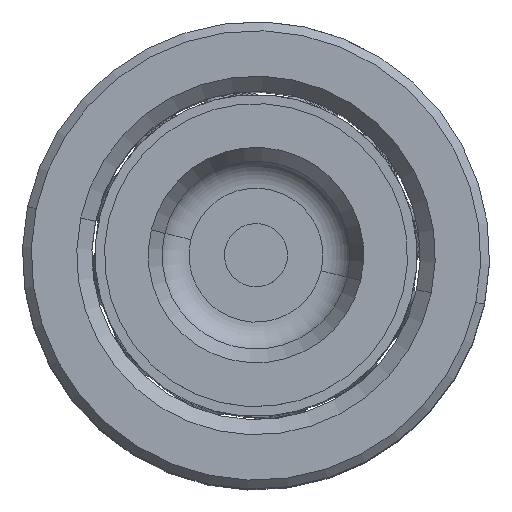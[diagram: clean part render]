
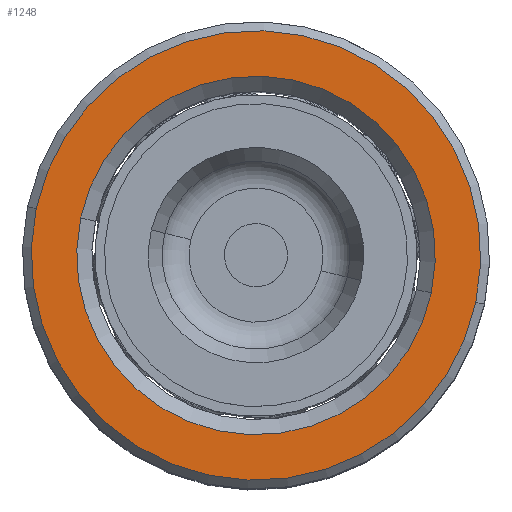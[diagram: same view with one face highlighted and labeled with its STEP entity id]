
A CAD part, top view. The second image highlights one B-rep face of the part: STEP entity #1248.
In plain terms, the highlighted planar face has unit normal (0, 0, 1).
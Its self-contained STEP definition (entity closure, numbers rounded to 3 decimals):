
#89 = DIRECTION ( 'NONE',  ( 1., 0., 0. ) ) ;
#764 = CARTESIAN_POINT ( 'NONE',  ( 17.8, 0., 50. ) ) ;
#1193 = CIRCLE ( 'NONE', #1588, 14.2 ) ;
#1248 = ADVANCED_FACE ( 'NONE', ( #24498, #14367 ), #7403, .T. ) ;
#1588 = AXIS2_PLACEMENT_3D ( 'NONE', #13635, #1852, #89 ) ;
#1652 = EDGE_LOOP ( 'NONE', ( #14391, #10070 ) ) ;
#1797 = EDGE_LOOP ( 'NONE', ( #10571, #8019 ) ) ;
#1852 = DIRECTION ( 'NONE',  ( 0., 0., -1. ) ) ;
#3623 = CARTESIAN_POINT ( 'NONE',  ( 0., 0., 50. ) ) ;
#3887 = DIRECTION ( 'NONE',  ( 0., 0., 1. ) ) ;
#5242 = EDGE_CURVE ( 'NONE', #22723, #20146, #1193, .T. ) ;
#5639 = DIRECTION ( 'NONE',  ( 1., 0., 0. ) ) ;
#7403 = PLANE ( 'NONE',  #16427 ) ;
#7498 = DIRECTION ( 'NONE',  ( 1., 0., 0. ) ) ;
#7842 = CARTESIAN_POINT ( 'NONE',  ( 0., 0., 50. ) ) ;
#8019 = ORIENTED_EDGE ( 'NONE', *, *, #5242, .T. ) ;
#8491 = CARTESIAN_POINT ( 'NONE',  ( -14.2, 0., 50. ) ) ;
#8581 = EDGE_CURVE ( 'NONE', #16573, #14185, #21848, .T. ) ;
#10070 = ORIENTED_EDGE ( 'NONE', *, *, #8581, .T. ) ;
#10571 = ORIENTED_EDGE ( 'NONE', *, *, #10581, .T. ) ;
#10581 = EDGE_CURVE ( 'NONE', #20146, #22723, #21202, .T. ) ;
#13376 = DIRECTION ( 'NONE',  ( 0., 0., 1. ) ) ;
#13512 = CARTESIAN_POINT ( 'NONE',  ( -17.8, 0., 50. ) ) ;
#13595 = AXIS2_PLACEMENT_3D ( 'NONE', #15505, #23357, #23189 ) ;
#13635 = CARTESIAN_POINT ( 'NONE',  ( 0., 0., 50. ) ) ;
#14185 = VERTEX_POINT ( 'NONE', #13512 ) ;
#14367 = FACE_BOUND ( 'NONE', #1797, .T. ) ;
#14391 = ORIENTED_EDGE ( 'NONE', *, *, #15095, .T. ) ;
#15045 = AXIS2_PLACEMENT_3D ( 'NONE', #3623, #13376, #7498 ) ;
#15095 = EDGE_CURVE ( 'NONE', #14185, #16573, #23312, .T. ) ;
#15505 = CARTESIAN_POINT ( 'NONE',  ( 0., 0., 50. ) ) ;
#16427 = AXIS2_PLACEMENT_3D ( 'NONE', #22241, #17233, #22799 ) ;
#16573 = VERTEX_POINT ( 'NONE', #764 ) ;
#17233 = DIRECTION ( 'NONE',  ( 0., 0., 1. ) ) ;
#20146 = VERTEX_POINT ( 'NONE', #23049 ) ;
#21202 = CIRCLE ( 'NONE', #13595, 14.2 ) ;
#21848 = CIRCLE ( 'NONE', #22213, 17.8 ) ;
#22213 = AXIS2_PLACEMENT_3D ( 'NONE', #7842, #3887, #5639 ) ;
#22241 = CARTESIAN_POINT ( 'NONE',  ( 0., 0., 50. ) ) ;
#22723 = VERTEX_POINT ( 'NONE', #8491 ) ;
#22799 = DIRECTION ( 'NONE',  ( 1., 0., 0. ) ) ;
#23049 = CARTESIAN_POINT ( 'NONE',  ( 14.2, 0., 50. ) ) ;
#23189 = DIRECTION ( 'NONE',  ( 1., 0., 0. ) ) ;
#23312 = CIRCLE ( 'NONE', #15045, 17.8 ) ;
#23357 = DIRECTION ( 'NONE',  ( 0., 0., -1. ) ) ;
#24498 = FACE_OUTER_BOUND ( 'NONE', #1652, .T. ) ;
